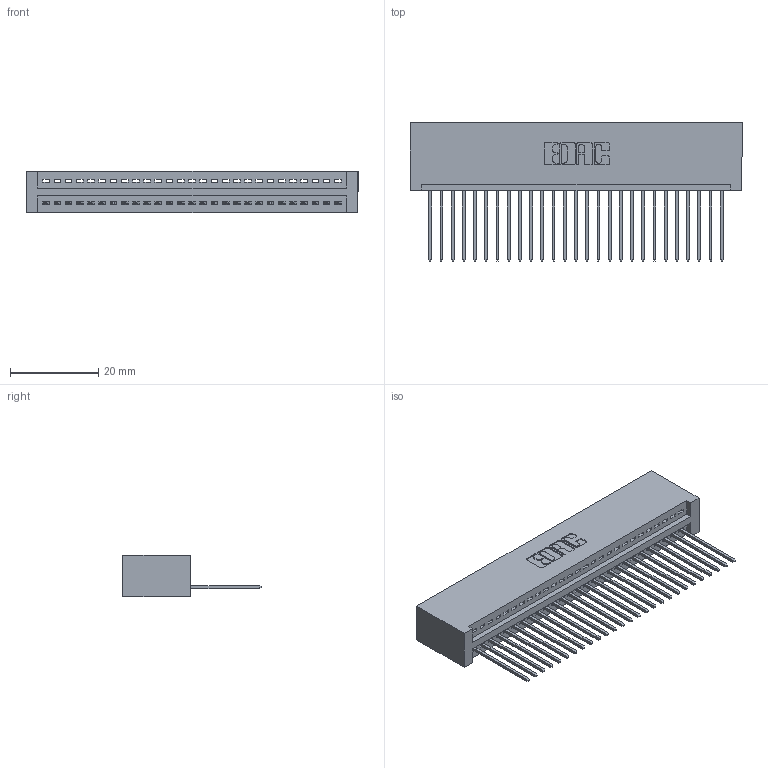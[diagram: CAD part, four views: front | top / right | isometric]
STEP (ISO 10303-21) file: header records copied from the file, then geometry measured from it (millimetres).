
FILE_DESCRIPTION (( 'STEP AP203' ), '1' );
FILE_NAME ('395-027-542-101.STEP', '2018-11-10T05:51:26', ( '' ), ( '' ), 'SwSTEP 2.0', 'SolidWorks 2016', '' );
FILE_SCHEMA (( 'CONFIG_CONTROL_DESIGN' ));
Length unit declared in the file: inch
Products named in the file (3): 345 Part_No Mounting Lugs; 345-292-001_345-293-142; 395-027-542-101
Assembly tree (28 placements, depth 2):
  395-027-542-101
    345 Part_No Mounting Lugs
    345-292-001_345-293-142  x27
Bounding box: 75.18 x 31.29 x 9.4 mm (x, y, z)
Volume: 7662.6 mm3; surface area: 10549.1 mm2
Topology: 28 solids, 28 shells, 1684 faces, 5069 edges, 3342 vertices
Faces by surface type: plane 1156, cylinder 528
Entity records: 22081 total; most frequent: CARTESIAN_POINT 3833, ORIENTED_EDGE 3794, DIRECTION 3363, EDGE_CURVE 1897, LINE 1665, VECTOR 1665, VERTEX_POINT 1262, AXIS2_PLACEMENT_3D 849
